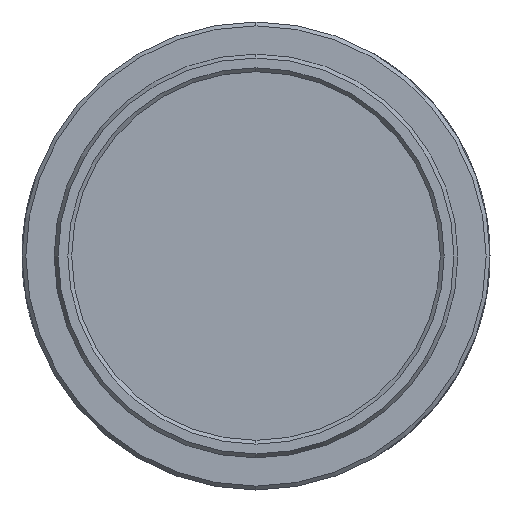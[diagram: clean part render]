
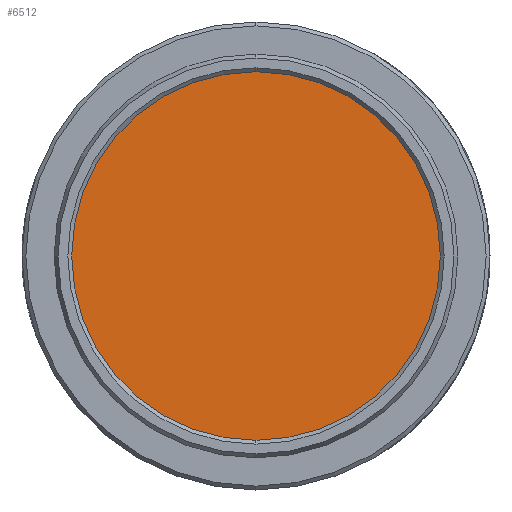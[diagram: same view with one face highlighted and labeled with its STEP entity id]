
A CAD part, left-side view. The second image highlights one B-rep face of the part: STEP entity #6512.
In plain terms, the highlighted planar face has unit normal (-1, 0, 0).
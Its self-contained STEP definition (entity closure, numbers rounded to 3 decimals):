
#733 = AXIS2_PLACEMENT_3D ( 'NONE', #4244, #12340, #5419 ) ;
#780 = EDGE_LOOP ( 'NONE', ( #11410, #5920 ) ) ;
#1196 = CARTESIAN_POINT ( 'NONE',  ( -1.905, 0., 0. ) ) ;
#2375 = PLANE ( 'NONE',  #11539 ) ;
#3451 = CIRCLE ( 'NONE', #733, 12.45 ) ;
#3533 = DIRECTION ( 'NONE',  ( 0., 0., -1. ) ) ;
#4028 = AXIS2_PLACEMENT_3D ( 'NONE', #13817, #6881, #14993 ) ;
#4244 = CARTESIAN_POINT ( 'NONE',  ( -1.905, 0., 0. ) ) ;
#5419 = DIRECTION ( 'NONE',  ( 0., 0., -1. ) ) ;
#5920 = ORIENTED_EDGE ( 'NONE', *, *, #12461, .T. ) ;
#6512 = ADVANCED_FACE ( 'NONE', ( #13377 ), #2375, .F. ) ;
#6881 = DIRECTION ( 'NONE',  ( -1., 0., 0. ) ) ;
#7216 = CARTESIAN_POINT ( 'NONE',  ( -1.905, 0., -12.45 ) ) ;
#7312 = VERTEX_POINT ( 'NONE', #7216 ) ;
#8459 = VERTEX_POINT ( 'NONE', #10918 ) ;
#10444 = DIRECTION ( 'NONE',  ( 1., 0., 0. ) ) ;
#10468 = CIRCLE ( 'NONE', #4028, 12.45 ) ;
#10918 = CARTESIAN_POINT ( 'NONE',  ( -1.905, 0., 12.45 ) ) ;
#11184 = EDGE_CURVE ( 'NONE', #7312, #8459, #3451, .T. ) ;
#11410 = ORIENTED_EDGE ( 'NONE', *, *, #11184, .T. ) ;
#11539 = AXIS2_PLACEMENT_3D ( 'NONE', #1196, #10444, #3533 ) ;
#12340 = DIRECTION ( 'NONE',  ( -1., 0., 0. ) ) ;
#12461 = EDGE_CURVE ( 'NONE', #8459, #7312, #10468, .T. ) ;
#13377 = FACE_OUTER_BOUND ( 'NONE', #780, .T. ) ;
#13817 = CARTESIAN_POINT ( 'NONE',  ( -1.905, 0., 0. ) ) ;
#14993 = DIRECTION ( 'NONE',  ( 0., 0., -1. ) ) ;
